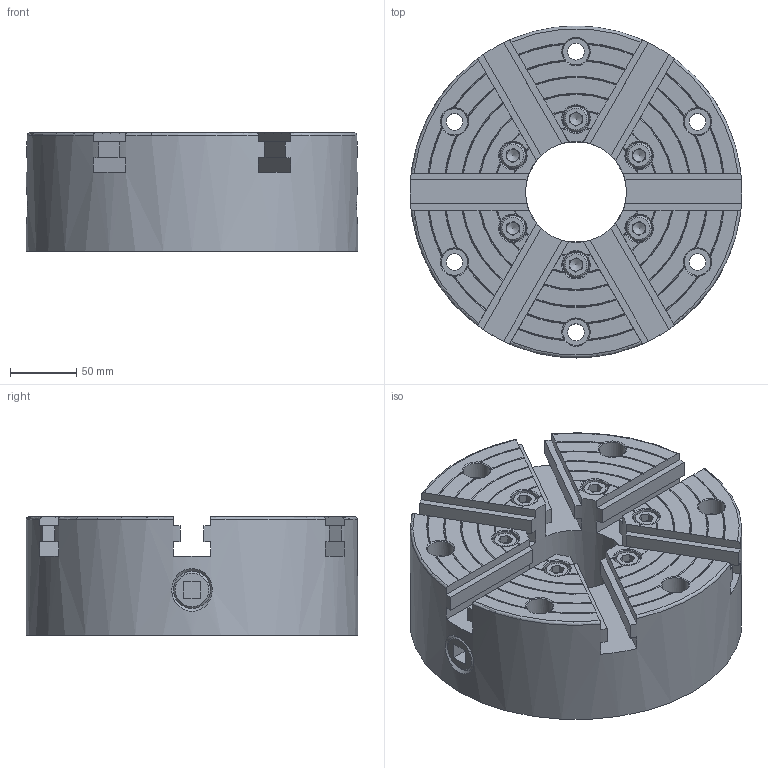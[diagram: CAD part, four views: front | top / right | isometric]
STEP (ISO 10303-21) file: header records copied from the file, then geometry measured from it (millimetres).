
FILE_DESCRIPTION((''),'2;1');
FILE_NAME('Mandrin_6mors.stp','2020-04-06T14:53:12',(''),(''),'STEP Write','Mastercam 2020 ... CNC Software, Inc.','');
FILE_SCHEMA(('AUTOMOTIVE_DESIGN'));
Length unit declared in the file: millimetre
Products named in the file (1): None
Bounding box: 250 x 250 x 89 mm (x, y, z)
Volume: 3374337 mm3; surface area: 269948 mm2
Topology: 7 solids, 7 shells, 448 faces, 1196 edges, 778 vertices
Faces by surface type: plane 242, cone 154, cylinder 40, torus 12
Full cylindrical faces by diameter (mm): 12.7 x18, 19.05 x6, 20 x12, 76 x1, 145 x1, 250 x1
Entity records: 14304 total; most frequent: CARTESIAN_POINT 2908, DIRECTION 2378, ORIENTED_EDGE 2172, EDGE_CURVE 1086, AXIS2_PLACEMENT_3D 961, VERTEX_POINT 748, EDGE_LOOP 556, CIRCLE 512
